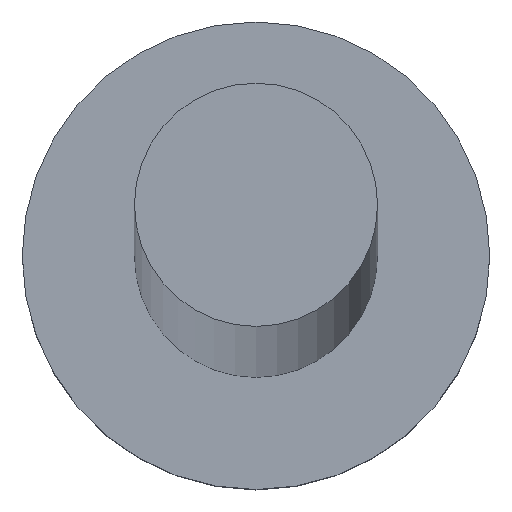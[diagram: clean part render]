
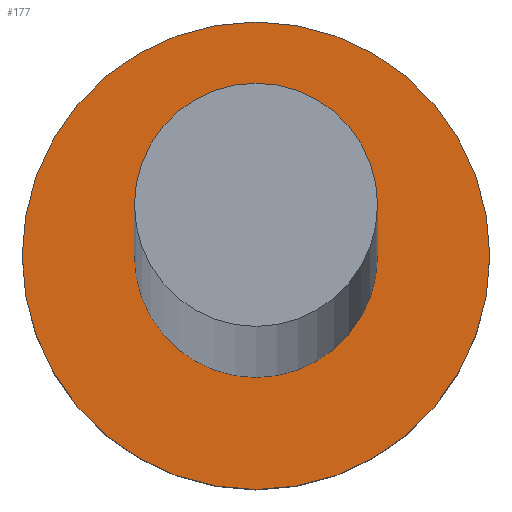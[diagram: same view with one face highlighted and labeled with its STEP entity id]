
A CAD part, top view. The second image highlights one B-rep face of the part: STEP entity #177.
In plain terms, the highlighted planar face has unit normal (0, 0, 1).
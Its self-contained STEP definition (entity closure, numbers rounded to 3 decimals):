
#3 = PLANE ( 'NONE',  #237 ) ;
#7 = AXIS2_PLACEMENT_3D ( 'NONE', #233, #158, #32 ) ;
#9 = EDGE_CURVE ( 'NONE', #26, #154, #227, .T. ) ;
#11 = CIRCLE ( 'NONE', #57, 2.6 ) ;
#15 = CARTESIAN_POINT ( 'NONE',  ( 0., 0., 5. ) ) ;
#26 = VERTEX_POINT ( 'NONE', #139 ) ;
#32 = DIRECTION ( 'NONE',  ( 1., 0., 0. ) ) ;
#41 = DIRECTION ( 'NONE',  ( 1., 0., 0. ) ) ;
#43 = CARTESIAN_POINT ( 'NONE',  ( 0., 0., 5. ) ) ;
#52 = CIRCLE ( 'NONE', #120, 5. ) ;
#57 = AXIS2_PLACEMENT_3D ( 'NONE', #43, #108, #236 ) ;
#60 = ORIENTED_EDGE ( 'NONE', *, *, #240, .F. ) ;
#62 = CARTESIAN_POINT ( 'NONE',  ( 0., 0., 5. ) ) ;
#98 = EDGE_CURVE ( 'NONE', #109, #175, #52, .T. ) ;
#99 = DIRECTION ( 'NONE',  ( 0., 0., 1. ) ) ;
#108 = DIRECTION ( 'NONE',  ( 0., 0., 1. ) ) ;
#109 = VERTEX_POINT ( 'NONE', #253 ) ;
#120 = AXIS2_PLACEMENT_3D ( 'NONE', #15, #99, #143 ) ;
#122 = EDGE_LOOP ( 'NONE', ( #245, #152 ) ) ;
#126 = DIRECTION ( 'NONE',  ( 1., 0., 0. ) ) ;
#128 = FACE_BOUND ( 'NONE', #132, .T. ) ;
#130 = CIRCLE ( 'NONE', #183, 5. ) ;
#132 = EDGE_LOOP ( 'NONE', ( #60, #156 ) ) ;
#133 = CARTESIAN_POINT ( 'NONE',  ( -5., 0., 5. ) ) ;
#139 = CARTESIAN_POINT ( 'NONE',  ( 2.6, 0., 5. ) ) ;
#143 = DIRECTION ( 'NONE',  ( 1., 0., 0. ) ) ;
#152 = ORIENTED_EDGE ( 'NONE', *, *, #98, .T. ) ;
#154 = VERTEX_POINT ( 'NONE', #215 ) ;
#156 = ORIENTED_EDGE ( 'NONE', *, *, #9, .F. ) ;
#158 = DIRECTION ( 'NONE',  ( 0., 0., 1. ) ) ;
#167 = CARTESIAN_POINT ( 'NONE',  ( 0., 0., 5. ) ) ;
#175 = VERTEX_POINT ( 'NONE', #133 ) ;
#177 = ADVANCED_FACE ( 'NONE', ( #128, #204 ), #3, .T. ) ;
#183 = AXIS2_PLACEMENT_3D ( 'NONE', #167, #241, #126 ) ;
#195 = EDGE_CURVE ( 'NONE', #175, #109, #130, .T. ) ;
#204 = FACE_OUTER_BOUND ( 'NONE', #122, .T. ) ;
#215 = CARTESIAN_POINT ( 'NONE',  ( -2.6, 0., 5. ) ) ;
#227 = CIRCLE ( 'NONE', #7, 2.6 ) ;
#233 = CARTESIAN_POINT ( 'NONE',  ( 0., 0., 5. ) ) ;
#236 = DIRECTION ( 'NONE',  ( 1., 0., 0. ) ) ;
#237 = AXIS2_PLACEMENT_3D ( 'NONE', #62, #244, #41 ) ;
#240 = EDGE_CURVE ( 'NONE', #154, #26, #11, .T. ) ;
#241 = DIRECTION ( 'NONE',  ( 0., 0., 1. ) ) ;
#244 = DIRECTION ( 'NONE',  ( 0., 0., 1. ) ) ;
#245 = ORIENTED_EDGE ( 'NONE', *, *, #195, .T. ) ;
#253 = CARTESIAN_POINT ( 'NONE',  ( 5., 0., 5. ) ) ;
